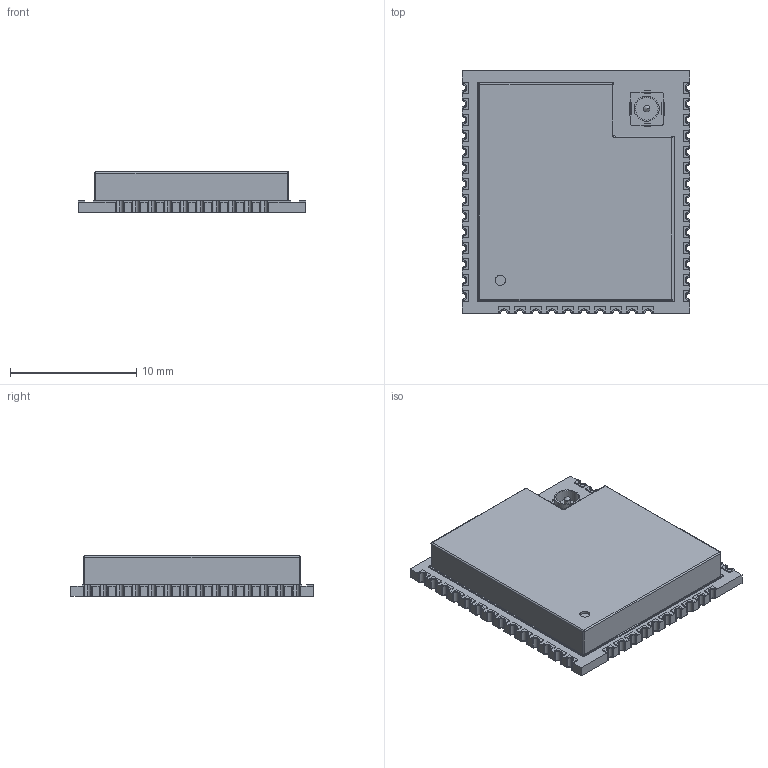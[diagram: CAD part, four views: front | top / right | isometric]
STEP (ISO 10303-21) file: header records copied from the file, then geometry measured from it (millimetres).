
FILE_DESCRIPTION(('FreeCAD Model'),'2;1');
FILE_NAME('ESP32-WROOM-32U.step','2018-07-29T16:56:02',('kicad StepUp'),( 'ksu MCAD'),'Open CASCADE STEP processor 7.1','FreeCAD','Unknown');
FILE_SCHEMA(('AUTOMOTIVE_DESIGN { 1 0 10303 214 1 1 1 1 }'));
Length unit declared in the file: millimetre
Products named in the file (1): ESP32-WROOM-32U
Bounding box: 18 x 19.2 x 3.2 mm (x, y, z)
Volume: 866.3 mm3; surface area: 932.5 mm2
Topology: 1 solids, 1 shells, 766 faces, 1907 edges, 1144 vertices
Faces by surface type: plane 663, cylinder 96, sphere 5, torus 1, revolution 1
Full cylindrical faces by diameter (mm): 0.5 x1, 0.8 x1, 1.8 x1, 2 x1
Entity records: 27558 total; most frequent: DIRECTION 3858, CARTESIAN_POINT 3820, ORIENTED_EDGE 3804, EDGE_CURVE 1902, LINE 1479, VECTOR 1479, AXIS2_PLACEMENT_3D 1189, VERTEX_POINT 1144
